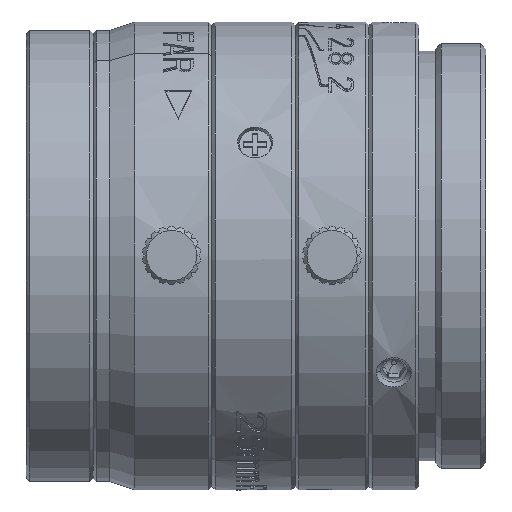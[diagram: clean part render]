
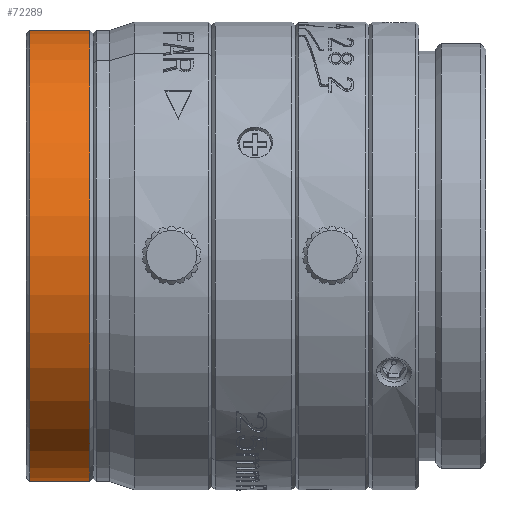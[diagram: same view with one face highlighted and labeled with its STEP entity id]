
A CAD part, top view. The second image highlights one B-rep face of the part: STEP entity #72289.
In plain terms, the highlighted cylindrical face has radius 13.5 mm (diameter 27 mm), a partial arc.
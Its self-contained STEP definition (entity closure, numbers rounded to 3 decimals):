
#72192 = VERTEX_POINT('',#72193);
#72193 = CARTESIAN_POINT('',(-22.7,13.5,0.));
#72199 = EDGE_CURVE('',#72200,#72192,#72202,.T.);
#72200 = VERTEX_POINT('',#72201);
#72201 = CARTESIAN_POINT('',(-22.7,-13.5,0.));
#72202 = CIRCLE('',#72203,13.5);
#72203 = AXIS2_PLACEMENT_3D('',#72204,#72205,#72206);
#72204 = CARTESIAN_POINT('',(-22.7,0.,0.));
#72205 = DIRECTION('',(-1.,0.,0.));
#72206 = DIRECTION('',(0.,-1.,0.));
#72251 = EDGE_CURVE('',#72252,#72200,#72254,.T.);
#72252 = VERTEX_POINT('',#72253);
#72253 = CARTESIAN_POINT('',(-26.3,-13.5,0.));
#72254 = LINE('',#72255,#72256);
#72255 = CARTESIAN_POINT('',(-26.3,-13.5,0.));
#72256 = VECTOR('',#72257,1.);
#72257 = DIRECTION('',(1.,0.,0.));
#72269 = VERTEX_POINT('',#72270);
#72270 = CARTESIAN_POINT('',(-26.3,13.5,0.));
#72277 = EDGE_CURVE('',#72192,#72269,#72278,.T.);
#72278 = LINE('',#72279,#72280);
#72279 = CARTESIAN_POINT('',(-22.7,13.5,
    0.));
#72280 = VECTOR('',#72281,1.);
#72281 = DIRECTION('',(-1.,0.,0.));
#72289 = ADVANCED_FACE('',(#72290),#72302,.T.);
#72290 = FACE_BOUND('',#72291,.T.);
#72291 = EDGE_LOOP('',(#72292,#72293,#72300,#72301));
#72292 = ORIENTED_EDGE('',*,*,#72277,.T.);
#72293 = ORIENTED_EDGE('',*,*,#72294,.F.);
#72294 = EDGE_CURVE('',#72252,#72269,#72295,.T.);
#72295 = CIRCLE('',#72296,13.5);
#72296 = AXIS2_PLACEMENT_3D('',#72297,#72298,#72299);
#72297 = CARTESIAN_POINT('',(-26.3,0.,0.));
#72298 = DIRECTION('',(-1.,0.,0.));
#72299 = DIRECTION('',(0.,-1.,0.));
#72300 = ORIENTED_EDGE('',*,*,#72251,.T.);
#72301 = ORIENTED_EDGE('',*,*,#72199,.T.);
#72302 = CYLINDRICAL_SURFACE('',#72303,13.5);
#72303 = AXIS2_PLACEMENT_3D('',#72304,#72305,#72306);
#72304 = CARTESIAN_POINT('',(-26.372,0.,0.));
#72305 = DIRECTION('',(1.,0.,0.));
#72306 = DIRECTION('',(0.,-1.,0.));
